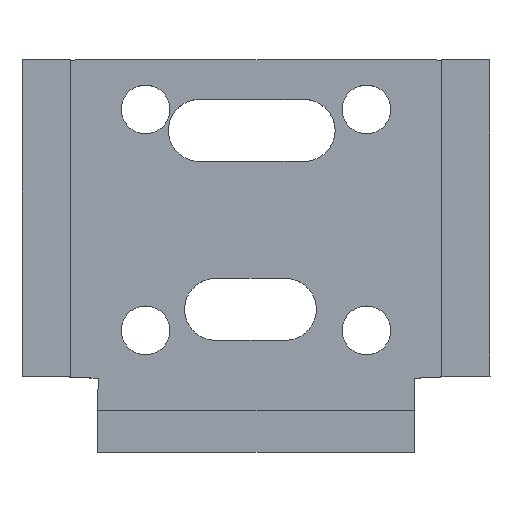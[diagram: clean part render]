
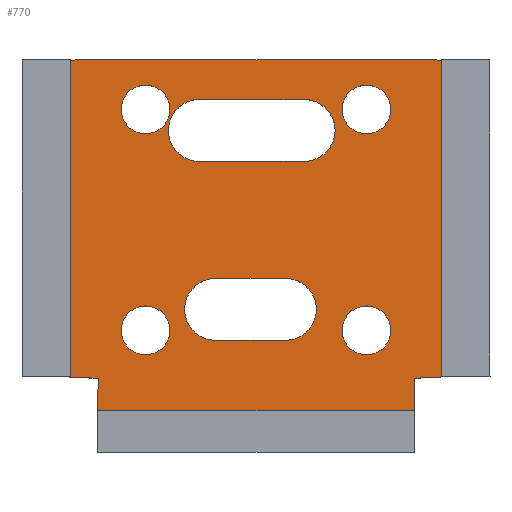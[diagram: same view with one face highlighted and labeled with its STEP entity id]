
A CAD part, top view. The second image highlights one B-rep face of the part: STEP entity #770.
In plain terms, the highlighted planar face has unit normal (0, 0, 1).
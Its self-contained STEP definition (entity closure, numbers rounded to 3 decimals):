
#15=FACE_BOUND('',#108,.T.);
#16=FACE_BOUND('',#109,.T.);
#17=FACE_BOUND('',#110,.T.);
#18=FACE_BOUND('',#111,.T.);
#19=FACE_BOUND('',#112,.T.);
#20=FACE_BOUND('',#113,.T.);
#27=CIRCLE('',#816,2.25);
#29=CIRCLE('',#820,2.25);
#31=CIRCLE('',#824,2.25);
#33=CIRCLE('',#828,2.25);
#35=CIRCLE('',#832,3.);
#36=CIRCLE('',#833,3.);
#37=CIRCLE('',#834,1.775);
#38=CIRCLE('',#835,1.775);
#39=CIRCLE('',#836,1.775);
#40=CIRCLE('',#837,1.775);
#68=FACE_OUTER_BOUND('',#107,.T.);
#107=EDGE_LOOP('',(#555,#556,#557,#558,#559,#560,#561,#562,#563,#564,#565,
#566,#567,#568,#569,#570));
#108=EDGE_LOOP('',(#571,#572,#573,#574));
#109=EDGE_LOOP('',(#575,#576,#577,#578));
#110=EDGE_LOOP('',(#579));
#111=EDGE_LOOP('',(#580));
#112=EDGE_LOOP('',(#581));
#113=EDGE_LOOP('',(#582));
#150=LINE('',#1091,#240);
#153=LINE('',#1097,#243);
#157=LINE('',#1106,#247);
#161=LINE('',#1119,#251);
#165=LINE('',#1130,#255);
#169=LINE('',#1143,#259);
#173=LINE('',#1154,#263);
#175=LINE('',#1158,#265);
#176=LINE('',#1160,#266);
#177=LINE('',#1164,#267);
#178=LINE('',#1168,#268);
#179=LINE('',#1169,#269);
#180=LINE('',#1171,#270);
#181=LINE('',#1173,#271);
#182=LINE('',#1175,#272);
#183=LINE('',#1177,#273);
#184=LINE('',#1179,#274);
#185=LINE('',#1180,#275);
#240=VECTOR('',#878,10.);
#243=VECTOR('',#883,10.);
#247=VECTOR('',#889,10.);
#251=VECTOR('',#901,10.);
#255=VECTOR('',#913,10.);
#259=VECTOR('',#925,10.);
#263=VECTOR('',#937,10.);
#265=VECTOR('',#941,10.);
#266=VECTOR('',#942,10.);
#267=VECTOR('',#945,1000.);
#268=VECTOR('',#948,10.);
#269=VECTOR('',#949,10.);
#270=VECTOR('',#950,10.);
#271=VECTOR('',#951,10.);
#272=VECTOR('',#952,10.);
#273=VECTOR('',#953,10.);
#274=VECTOR('',#954,10.);
#275=VECTOR('',#955,10.);
#330=VERTEX_POINT('',#1088);
#331=VERTEX_POINT('',#1090);
#333=VERTEX_POINT('',#1095);
#336=VERTEX_POINT('',#1103);
#337=VERTEX_POINT('',#1105);
#338=VERTEX_POINT('',#1109);
#339=VERTEX_POINT('',#1110);
#342=VERTEX_POINT('',#1118);
#344=VERTEX_POINT('',#1124);
#346=VERTEX_POINT('',#1133);
#347=VERTEX_POINT('',#1134);
#350=VERTEX_POINT('',#1142);
#352=VERTEX_POINT('',#1148);
#354=VERTEX_POINT('',#1157);
#355=VERTEX_POINT('',#1159);
#356=VERTEX_POINT('',#1161);
#357=VERTEX_POINT('',#1163);
#358=VERTEX_POINT('',#1165);
#359=VERTEX_POINT('',#1167);
#360=VERTEX_POINT('',#1170);
#361=VERTEX_POINT('',#1172);
#362=VERTEX_POINT('',#1174);
#363=VERTEX_POINT('',#1176);
#364=VERTEX_POINT('',#1178);
#365=VERTEX_POINT('',#1181);
#366=VERTEX_POINT('',#1183);
#367=VERTEX_POINT('',#1185);
#368=VERTEX_POINT('',#1187);
#403=EDGE_CURVE('',#331,#330,#150,.T.);
#406=EDGE_CURVE('',#330,#333,#153,.T.);
#410=EDGE_CURVE('',#337,#336,#157,.T.);
#412=EDGE_CURVE('',#338,#339,#27,.T.);
#416=EDGE_CURVE('',#339,#342,#161,.T.);
#419=EDGE_CURVE('',#342,#344,#29,.T.);
#422=EDGE_CURVE('',#344,#338,#165,.T.);
#424=EDGE_CURVE('',#346,#347,#31,.T.);
#428=EDGE_CURVE('',#347,#350,#169,.T.);
#431=EDGE_CURVE('',#350,#352,#33,.T.);
#434=EDGE_CURVE('',#352,#346,#173,.T.);
#436=EDGE_CURVE('',#333,#354,#175,.T.);
#437=EDGE_CURVE('',#355,#354,#176,.T.);
#438=EDGE_CURVE('',#355,#356,#35,.T.);
#439=EDGE_CURVE('',#356,#357,#177,.T.);
#440=EDGE_CURVE('',#357,#358,#36,.T.);
#441=EDGE_CURVE('',#359,#358,#178,.T.);
#442=EDGE_CURVE('',#359,#337,#179,.T.);
#443=EDGE_CURVE('',#336,#360,#180,.T.);
#444=EDGE_CURVE('',#361,#360,#181,.T.);
#445=EDGE_CURVE('',#362,#361,#182,.T.);
#446=EDGE_CURVE('',#362,#363,#183,.T.);
#447=EDGE_CURVE('',#364,#363,#184,.T.);
#448=EDGE_CURVE('',#331,#364,#185,.T.);
#449=EDGE_CURVE('',#365,#365,#37,.T.);
#450=EDGE_CURVE('',#366,#366,#38,.T.);
#451=EDGE_CURVE('',#367,#367,#39,.T.);
#452=EDGE_CURVE('',#368,#368,#40,.T.);
#555=ORIENTED_EDGE('',*,*,#436,.T.);
#556=ORIENTED_EDGE('',*,*,#437,.F.);
#557=ORIENTED_EDGE('',*,*,#438,.T.);
#558=ORIENTED_EDGE('',*,*,#439,.T.);
#559=ORIENTED_EDGE('',*,*,#440,.T.);
#560=ORIENTED_EDGE('',*,*,#441,.F.);
#561=ORIENTED_EDGE('',*,*,#442,.T.);
#562=ORIENTED_EDGE('',*,*,#410,.T.);
#563=ORIENTED_EDGE('',*,*,#443,.T.);
#564=ORIENTED_EDGE('',*,*,#444,.F.);
#565=ORIENTED_EDGE('',*,*,#445,.F.);
#566=ORIENTED_EDGE('',*,*,#446,.T.);
#567=ORIENTED_EDGE('',*,*,#447,.F.);
#568=ORIENTED_EDGE('',*,*,#448,.F.);
#569=ORIENTED_EDGE('',*,*,#403,.T.);
#570=ORIENTED_EDGE('',*,*,#406,.T.);
#571=ORIENTED_EDGE('',*,*,#412,.T.);
#572=ORIENTED_EDGE('',*,*,#416,.T.);
#573=ORIENTED_EDGE('',*,*,#419,.T.);
#574=ORIENTED_EDGE('',*,*,#422,.T.);
#575=ORIENTED_EDGE('',*,*,#424,.T.);
#576=ORIENTED_EDGE('',*,*,#428,.T.);
#577=ORIENTED_EDGE('',*,*,#431,.T.);
#578=ORIENTED_EDGE('',*,*,#434,.T.);
#579=ORIENTED_EDGE('',*,*,#449,.T.);
#580=ORIENTED_EDGE('',*,*,#450,.T.);
#581=ORIENTED_EDGE('',*,*,#451,.T.);
#582=ORIENTED_EDGE('',*,*,#452,.T.);
#737=PLANE('',#831);
#770=ADVANCED_FACE('',(#68,#15,#16,#17,#18,#19,#20),#737,.F.);
#816=AXIS2_PLACEMENT_3D('',#1111,#893,#894);
#820=AXIS2_PLACEMENT_3D('',#1125,#906,#907);
#824=AXIS2_PLACEMENT_3D('',#1135,#917,#918);
#828=AXIS2_PLACEMENT_3D('',#1149,#930,#931);
#831=AXIS2_PLACEMENT_3D('',#1156,#939,#940);
#832=AXIS2_PLACEMENT_3D('',#1162,#943,#944);
#833=AXIS2_PLACEMENT_3D('',#1166,#946,#947);
#834=AXIS2_PLACEMENT_3D('',#1182,#956,#957);
#835=AXIS2_PLACEMENT_3D('',#1184,#958,#959);
#836=AXIS2_PLACEMENT_3D('',#1186,#960,#961);
#837=AXIS2_PLACEMENT_3D('',#1188,#962,#963);
#878=DIRECTION('',(-1.,0.,0.));
#883=DIRECTION('',(0.,1.,0.));
#889=DIRECTION('',(0.,-1.,0.));
#893=DIRECTION('center_axis',(0.,0.,-1.));
#894=DIRECTION('ref_axis',(0.,1.,0.));
#901=DIRECTION('',(-1.,0.,0.));
#906=DIRECTION('center_axis',(0.,0.,-1.));
#907=DIRECTION('ref_axis',(0.,-1.,0.));
#913=DIRECTION('',(1.,0.,0.));
#917=DIRECTION('center_axis',(0.,0.,-1.));
#918=DIRECTION('ref_axis',(0.,-1.,0.));
#925=DIRECTION('',(1.,0.,0.));
#930=DIRECTION('center_axis',(0.,0.,-1.));
#931=DIRECTION('ref_axis',(0.,1.,0.));
#937=DIRECTION('',(-1.,0.,0.));
#939=DIRECTION('center_axis',(0.,0.,-1.));
#940=DIRECTION('ref_axis',(0.,1.,0.));
#941=DIRECTION('',(1.,0.,0.));
#942=DIRECTION('',(1.,-0.007,0.));
#943=DIRECTION('center_axis',(0.,0.,1.));
#944=DIRECTION('ref_axis',(-1.,0.,0.));
#945=DIRECTION('',(-1.,0.,0.));
#946=DIRECTION('center_axis',(0.,0.,1.));
#947=DIRECTION('ref_axis',(0.,-1.,0.));
#948=DIRECTION('',(1.,0.007,0.));
#949=DIRECTION('',(1.,0.,0.));
#950=DIRECTION('',(-1.,0.,0.));
#951=DIRECTION('',(-0.999,0.048,0.));
#952=DIRECTION('',(0.013,1.,0.));
#953=DIRECTION('',(1.,0.,0.));
#954=DIRECTION('',(0.,-1.,0.));
#955=DIRECTION('',(-0.999,-0.049,0.));
#956=DIRECTION('center_axis',(0.,0.,-1.));
#957=DIRECTION('ref_axis',(1.,0.,0.));
#958=DIRECTION('center_axis',(0.,0.,-1.));
#959=DIRECTION('ref_axis',(1.,0.,0.));
#960=DIRECTION('center_axis',(0.,0.,-1.));
#961=DIRECTION('ref_axis',(1.,0.,0.));
#962=DIRECTION('center_axis',(0.,0.,-1.));
#963=DIRECTION('ref_axis',(1.,0.,0.));
#1088=CARTESIAN_POINT('',(13.5,-11.5,-21.8));
#1090=CARTESIAN_POINT('',(13.852,-11.5,-21.8));
#1091=CARTESIAN_POINT('',(7.,-11.5,-21.8));
#1095=CARTESIAN_POINT('',(13.5,11.5,-21.8));
#1097=CARTESIAN_POINT('',(13.5,-5.806,-21.8));
#1103=CARTESIAN_POINT('',(-13.5,-11.5,-21.8));
#1105=CARTESIAN_POINT('',(-13.5,11.5,-21.8));
#1106=CARTESIAN_POINT('',(-13.5,-0.056,-21.8));
#1109=CARTESIAN_POINT('',(3.5,8.638,-21.8));
#1110=CARTESIAN_POINT('',(3.5,4.138,-21.8));
#1111=CARTESIAN_POINT('Origin',(3.5,6.388,-21.8));
#1118=CARTESIAN_POINT('',(-4.12,4.138,-21.8));
#1119=CARTESIAN_POINT('',(-2.06,4.138,-21.8));
#1124=CARTESIAN_POINT('',(-4.12,8.638,-21.8));
#1125=CARTESIAN_POINT('Origin',(-4.12,6.388,-21.8));
#1130=CARTESIAN_POINT('',(1.75,8.638,-21.8));
#1133=CARTESIAN_POINT('',(-2.94,-8.862,-21.8));
#1134=CARTESIAN_POINT('',(-2.94,-4.362,-21.8));
#1135=CARTESIAN_POINT('Origin',(-2.94,-6.612,-21.8));
#1142=CARTESIAN_POINT('',(2.14,-4.362,-21.8));
#1143=CARTESIAN_POINT('',(1.07,-4.362,-21.8));
#1148=CARTESIAN_POINT('',(2.14,-8.862,-21.8));
#1149=CARTESIAN_POINT('Origin',(2.14,-6.612,-21.8));
#1154=CARTESIAN_POINT('',(-1.47,-8.862,-21.8));
#1156=CARTESIAN_POINT('Origin',(0.,-0.112,
-21.8));
#1157=CARTESIAN_POINT('',(14.,11.5,-21.8));
#1158=CARTESIAN_POINT('',(7.,11.5,-21.8));
#1159=CARTESIAN_POINT('',(8.45,11.537,-21.8));
#1160=CARTESIAN_POINT('',(7.048,11.547,-21.8));
#1161=CARTESIAN_POINT('',(8.43,11.538,-21.8));
#1162=CARTESIAN_POINT('Origin',(8.43,8.538,-21.8));
#1163=CARTESIAN_POINT('',(-8.43,11.538,-21.8));
#1164=CARTESIAN_POINT('',(-4.215,11.538,-21.8));
#1165=CARTESIAN_POINT('',(-8.45,11.537,-21.8));
#1166=CARTESIAN_POINT('Origin',(-8.43,8.538,-21.8));
#1167=CARTESIAN_POINT('',(-14.,11.5,-21.8));
#1168=CARTESIAN_POINT('',(-4.273,11.566,-21.8));
#1169=CARTESIAN_POINT('',(-7.,11.5,-21.8));
#1170=CARTESIAN_POINT('',(-14.,-11.5,-21.8));
#1171=CARTESIAN_POINT('',(-7.,-11.5,-21.8));
#1172=CARTESIAN_POINT('',(-11.468,-11.621,-21.8));
#1173=CARTESIAN_POINT('',(-7.225,-11.823,-21.8));
#1174=CARTESIAN_POINT('',(-11.5,-14.,-21.8));
#1175=CARTESIAN_POINT('',(-11.408,-7.1,-21.8));
#1176=CARTESIAN_POINT('',(11.5,-14.,-21.8));
#1177=CARTESIAN_POINT('',(-5.75,-14.,-21.8));
#1178=CARTESIAN_POINT('',(11.5,-11.615,-21.8));
#1179=CARTESIAN_POINT('',(11.5,-9.866,-21.8));
#1180=CARTESIAN_POINT('',(5.981,-11.886,-21.8));
#1181=CARTESIAN_POINT('',(-9.8,-8.137,-21.8));
#1182=CARTESIAN_POINT('Origin',(-8.025,-8.137,-21.8));
#1183=CARTESIAN_POINT('',(-9.8,7.913,-21.8));
#1184=CARTESIAN_POINT('Origin',(-8.025,7.913,-21.8));
#1185=CARTESIAN_POINT('',(6.25,7.913,-21.8));
#1186=CARTESIAN_POINT('Origin',(8.025,7.913,-21.8));
#1187=CARTESIAN_POINT('',(6.25,-8.137,-21.8));
#1188=CARTESIAN_POINT('Origin',(8.025,-8.137,-21.8));
